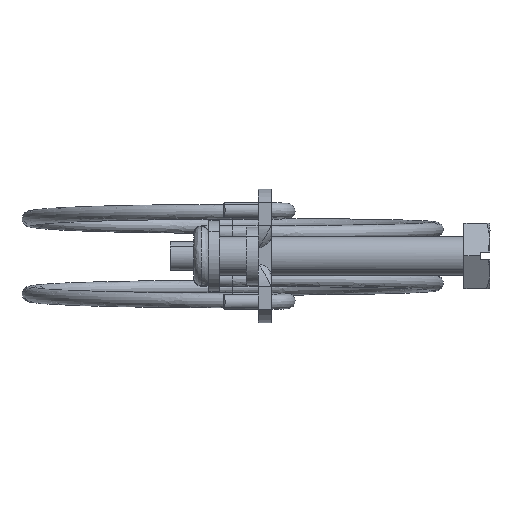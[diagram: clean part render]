
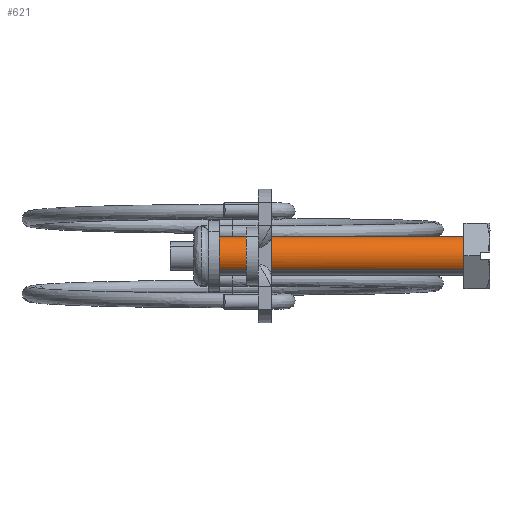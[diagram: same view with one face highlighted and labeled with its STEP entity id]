
A CAD part, top view. The second image highlights one B-rep face of the part: STEP entity #621.
In plain terms, the highlighted free-form (B-spline) face has degree [2, 1] with [5, 2] control points.
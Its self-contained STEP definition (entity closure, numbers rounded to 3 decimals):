
#467=CARTESIAN_POINT('',(-37.5,0.0,3.0));
#468=VERTEX_POINT('',#467);
#469=CARTESIAN_POINT('',(-37.5,3.,0.));
#470=VERTEX_POINT('',#469);
#471=CARTESIAN_POINT('',(-37.5,0.0,3.0));
#472=CARTESIAN_POINT('',(-37.5,0.27,3.));
#473=CARTESIAN_POINT('',(-37.5,0.822,2.925));
#474=CARTESIAN_POINT('',(-37.5,1.595,2.588));
#475=CARTESIAN_POINT('',(-37.5,2.138,2.137));
#476=CARTESIAN_POINT('',(-37.5,2.504,1.673));
#477=CARTESIAN_POINT('',(-37.5,2.777,1.191));
#478=CARTESIAN_POINT('',(-37.5,2.96,0.614));
#479=CARTESIAN_POINT('',(-37.5,3.,0.184));
#480=CARTESIAN_POINT('',(-37.5,3.,0.));
#481=B_SPLINE_CURVE_WITH_KNOTS('',3,(#471,#472,#473,#474,#475,#476,#477,#478,#479,#480),.UNSPECIFIED.,.F.,.U.,(4,1,1,1,1,1,1,4),(0.,0.81,1.657,2.503,2.908,3.424,4.16,4.712),.UNSPECIFIED.);
#482=EDGE_CURVE('',#468,#470,#481,.T.);
#484=CARTESIAN_POINT('',(-37.5,2.103,-2.14));
#485=VERTEX_POINT('',#484);
#486=CARTESIAN_POINT('',(-37.5,3.,0.));
#487=CARTESIAN_POINT('',(-37.5,3.,-0.285));
#488=CARTESIAN_POINT('',(-37.5,2.925,-0.806));
#489=CARTESIAN_POINT('',(-37.5,2.611,-1.542));
#490=CARTESIAN_POINT('',(-37.5,2.298,-1.948));
#491=CARTESIAN_POINT('',(-37.5,2.103,-2.14));
#492=B_SPLINE_CURVE_WITH_KNOTS('',3,(#486,#487,#488,#489,#490,#491),.UNSPECIFIED.,.F.,.U.,(4,1,1,4),(0.,0.856,1.563,2.382),.UNSPECIFIED.);
#493=EDGE_CURVE('',#470,#485,#492,.T.);
#523=CARTESIAN_POINT('',(-37.5,-2.103,2.14));
#524=VERTEX_POINT('',#523);
#535=CARTESIAN_POINT('',(-37.5,-2.103,2.14));
#536=CARTESIAN_POINT('',(-37.5,-1.912,2.327));
#537=CARTESIAN_POINT('',(-37.5,-1.579,2.576));
#538=CARTESIAN_POINT('',(-37.5,-0.874,2.906));
#539=CARTESIAN_POINT('',(-37.5,-0.364,3.));
#540=CARTESIAN_POINT('',(-37.5,0.0,3.0));
#541=B_SPLINE_CURVE_WITH_KNOTS('',3,(#535,#536,#537,#538,#539,#540),.UNSPECIFIED.,.F.,.U.,(4,1,1,4),(0.,0.801,1.238,2.33),.UNSPECIFIED.);
#542=EDGE_CURVE('',#524,#468,#541,.T.);
#547=CARTESIAN_POINT('',(0.938,-2.103,2.14));
#548=CARTESIAN_POINT('',(0.938,0.037,4.242));
#549=CARTESIAN_POINT('',(0.938,2.14,2.103));
#550=CARTESIAN_POINT('',(0.938,4.242,-0.037));
#551=CARTESIAN_POINT('',(0.938,2.103,-2.14));
#552=CARTESIAN_POINT('',(-38.461,-2.103,2.14));
#553=CARTESIAN_POINT('',(-38.461,0.037,4.242));
#554=CARTESIAN_POINT('',(-38.461,2.14,2.103));
#555=CARTESIAN_POINT('',(-38.461,4.242,-0.037));
#556=CARTESIAN_POINT('',(-38.461,2.103,-2.14));
#564=(BOUNDED_SURFACE()B_SPLINE_SURFACE(2,1,((#547,#552),(#548,#553),(#549,#554),(#550,#555),(#551,#556)),.UNSPECIFIED.,.F.,.F.,.U.)B_SPLINE_SURFACE_WITH_KNOTS((3,2,3),(2,2),(0.0,4.971,9.941),(0.0,39.398),.UNSPECIFIED.)GEOMETRIC_REPRESENTATION_ITEM()RATIONAL_B_SPLINE_SURFACE(((1.0,1.0),(0.707,0.707),(1.0,1.0),(0.707,0.707),(1.0,1.0)))REPRESENTATION_ITEM('')SURFACE());
#565=ORIENTED_EDGE('',*,*,#542,.F.);
#566=CARTESIAN_POINT('',(0.,-2.103,2.14));
#567=VERTEX_POINT('',#566);
#568=CARTESIAN_POINT('',(0.,-2.103,2.14));
#569=CARTESIAN_POINT('',(-37.5,-2.103,2.14));
#570=QUASI_UNIFORM_CURVE('',1,(#568,#569),.UNSPECIFIED.,.F.,.U.);
#571=EDGE_CURVE('',#567,#524,#570,.T.);
#572=ORIENTED_EDGE('',*,*,#571,.F.);
#573=CARTESIAN_POINT('',(0.0,0.0,3.0));
#574=VERTEX_POINT('',#573);
#575=CARTESIAN_POINT('',(0.0,0.0,3.0));
#576=CARTESIAN_POINT('',(0.,-0.206,3.));
#577=CARTESIAN_POINT('',(0.,-0.57,2.962));
#578=CARTESIAN_POINT('',(0.,-1.108,2.805));
#579=CARTESIAN_POINT('',(0.,-1.621,2.55));
#580=CARTESIAN_POINT('',(0.,-1.947,2.293));
#581=CARTESIAN_POINT('',(0.,-2.103,2.14));
#582=B_SPLINE_CURVE_WITH_KNOTS('',3,(#575,#576,#577,#578,#579,#580,#581),.UNSPECIFIED.,.F.,.U.,(4,1,1,1,4),(0.,0.619,1.092,1.675,2.33),.UNSPECIFIED.);
#583=EDGE_CURVE('',#574,#567,#582,.T.);
#584=ORIENTED_EDGE('',*,*,#583,.F.);
#585=CARTESIAN_POINT('',(0.0,3.,0.));
#586=VERTEX_POINT('',#585);
#587=CARTESIAN_POINT('',(0.0,3.,0.));
#588=CARTESIAN_POINT('',(0.0,3.,0.331));
#589=CARTESIAN_POINT('',(0.0,2.899,0.933));
#590=CARTESIAN_POINT('',(0.0,2.532,1.663));
#591=CARTESIAN_POINT('',(0.0,2.116,2.151));
#592=CARTESIAN_POINT('',(0.0,1.676,2.508));
#593=CARTESIAN_POINT('',(0.0,1.211,2.763));
#594=CARTESIAN_POINT('',(0.0,0.638,2.953));
#595=CARTESIAN_POINT('',(0.0,0.233,3.));
#596=CARTESIAN_POINT('',(0.0,0.0,3.0));
#597=B_SPLINE_CURVE_WITH_KNOTS('',3,(#587,#588,#589,#590,#591,#592,#593,#594,#595,#596),.UNSPECIFIED.,.F.,.U.,(4,1,1,1,1,1,1,4),(0.,0.994,1.804,2.43,2.908,3.497,4.013,4.712),.UNSPECIFIED.);
#598=EDGE_CURVE('',#586,#574,#597,.T.);
#599=ORIENTED_EDGE('',*,*,#598,.F.);
#600=CARTESIAN_POINT('',(0.,2.103,-2.14));
#601=VERTEX_POINT('',#600);
#602=CARTESIAN_POINT('',(0.,2.103,-2.14));
#603=CARTESIAN_POINT('',(0.,2.235,-2.009));
#604=CARTESIAN_POINT('',(0.,2.485,-1.714));
#605=CARTESIAN_POINT('',(0.,2.752,-1.235));
#606=CARTESIAN_POINT('',(0.,2.949,-0.658));
#607=CARTESIAN_POINT('',(0.,3.,-0.248));
#608=CARTESIAN_POINT('',(0.0,3.,0.));
#609=B_SPLINE_CURVE_WITH_KNOTS('',3,(#602,#603,#604,#605,#606,#607,#608),.UNSPECIFIED.,.F.,.U.,(4,1,1,1,4),(0.,0.558,1.154,1.638,2.382),.UNSPECIFIED.);
#610=EDGE_CURVE('',#601,#586,#609,.T.);
#611=ORIENTED_EDGE('',*,*,#610,.F.);
#612=CARTESIAN_POINT('',(0.,2.103,-2.14));
#613=CARTESIAN_POINT('',(-37.5,2.103,-2.14));
#614=QUASI_UNIFORM_CURVE('',1,(#612,#613),.UNSPECIFIED.,.F.,.U.);
#615=EDGE_CURVE('',#601,#485,#614,.T.);
#616=ORIENTED_EDGE('',*,*,#615,.T.);
#617=ORIENTED_EDGE('',*,*,#493,.F.);
#618=ORIENTED_EDGE('',*,*,#482,.F.);
#619=EDGE_LOOP('',(#565,#572,#584,#599,#611,#616,#617,#618));
#620=FACE_OUTER_BOUND('',#619,.T.);
#621=ADVANCED_FACE('',(#620),#564,.T.);
